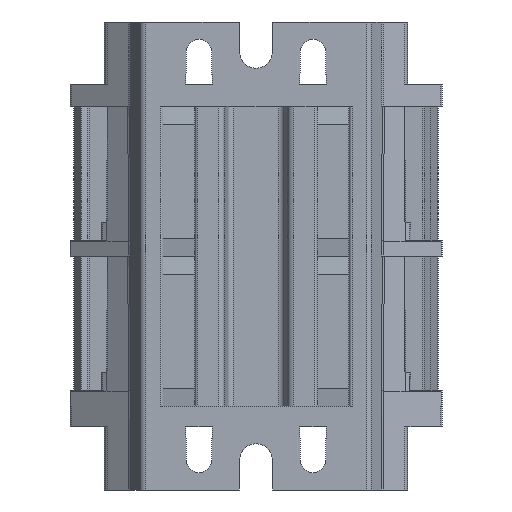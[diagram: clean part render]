
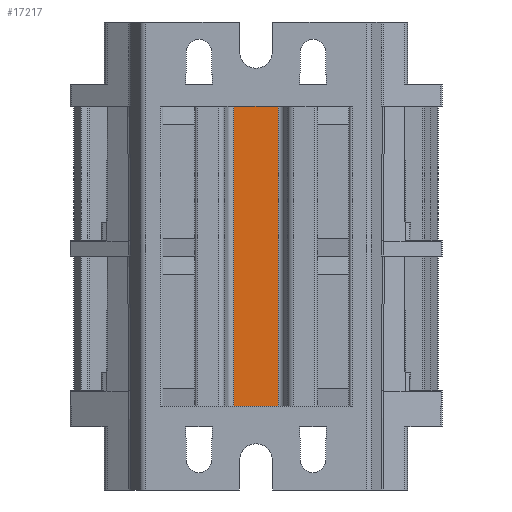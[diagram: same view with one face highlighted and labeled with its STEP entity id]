
A CAD part, front view. The second image highlights one B-rep face of the part: STEP entity #17217.
In plain terms, the highlighted planar face has unit normal (0, -1, 0).
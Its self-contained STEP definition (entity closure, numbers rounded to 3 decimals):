
#379=DIRECTION('',(0.,0.,-1.));
#380=VECTOR('',#379,50.);
#381=CARTESIAN_POINT('',(-3.733,-17.5,47.5));
#382=LINE('',#381,#380);
#388=DIRECTION('',(1.,0.,0.));
#389=VECTOR('',#388,7.465);
#390=CARTESIAN_POINT('',(-3.733,-17.5,47.5));
#391=LINE('',#390,#389);
#392=DIRECTION('',(1.,0.,0.));
#393=VECTOR('',#392,7.465);
#394=CARTESIAN_POINT('',(-3.733,-17.5,-2.5));
#395=LINE('',#394,#393);
#406=DIRECTION('',(0.,0.,1.));
#407=VECTOR('',#406,50.);
#408=CARTESIAN_POINT('',(3.733,-17.5,-2.5));
#409=LINE('',#408,#407);
#16024=CARTESIAN_POINT('',(-3.733,-17.5,-2.5));
#16025=CARTESIAN_POINT('',(3.733,-17.5,-2.5));
#16026=VERTEX_POINT('',#16024);
#16027=VERTEX_POINT('',#16025);
#16452=CARTESIAN_POINT('',(-3.733,-17.5,47.5));
#16453=CARTESIAN_POINT('',(3.733,-17.5,47.5));
#16454=VERTEX_POINT('',#16452);
#16455=VERTEX_POINT('',#16453);
#17205=CARTESIAN_POINT('',(0.,-17.5,22.5));
#17206=DIRECTION('',(0.,-1.,0.));
#17207=DIRECTION('',(1.,0.,0.));
#17208=AXIS2_PLACEMENT_3D('',#17205,#17206,#17207);
#17209=PLANE('',#17208);
#17210=ORIENTED_EDGE('',*,*,#16753,.T.);
#17212=ORIENTED_EDGE('',*,*,#17211,.F.);
#17213=ORIENTED_EDGE('',*,*,#16869,.F.);
#17214=ORIENTED_EDGE('',*,*,#17198,.F.);
#17215=EDGE_LOOP('',(#17210,#17212,#17213,#17214));
#17216=FACE_OUTER_BOUND('',#17215,.F.);
#17217=ADVANCED_FACE('',(#17216),#17209,.T.);
#16753=EDGE_CURVE('',#16454,#16455,#391,.T.);
#16869=EDGE_CURVE('',#16026,#16027,#395,.T.);
#17198=EDGE_CURVE('',#16454,#16026,#382,.T.);
#17211=EDGE_CURVE('',#16027,#16455,#409,.T.);
